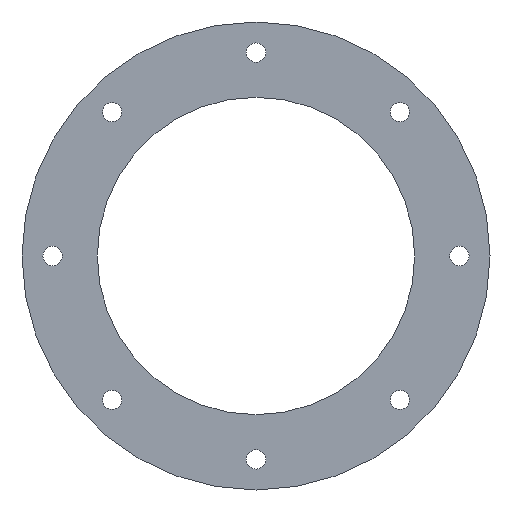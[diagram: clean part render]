
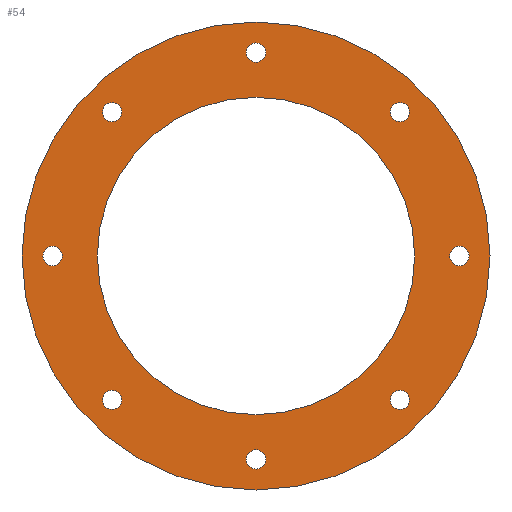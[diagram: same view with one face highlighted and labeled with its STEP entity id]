
A CAD part, left-side view. The second image highlights one B-rep face of the part: STEP entity #54.
In plain terms, the highlighted planar face has unit normal (-1, 0, 0).
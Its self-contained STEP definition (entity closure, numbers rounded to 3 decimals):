
#54 = ADVANCED_FACE( '', ( #117, #118, #119, #120, #121, #122, #123, #124, #125, #126 ), #127, .T. );
#117 = FACE_BOUND( '', #204, .T. );
#118 = FACE_BOUND( '', #205, .T. );
#119 = FACE_BOUND( '', #206, .T. );
#120 = FACE_BOUND( '', #207, .T. );
#121 = FACE_BOUND( '', #208, .T. );
#122 = FACE_BOUND( '', #209, .T. );
#123 = FACE_BOUND( '', #210, .T. );
#124 = FACE_BOUND( '', #211, .T. );
#125 = FACE_BOUND( '', #212, .T. );
#126 = FACE_OUTER_BOUND( '', #213, .T. );
#127 = PLANE( '', #214 );
#204 = EDGE_LOOP( '', ( #299 ) );
#205 = EDGE_LOOP( '', ( #300 ) );
#206 = EDGE_LOOP( '', ( #301 ) );
#207 = EDGE_LOOP( '', ( #302 ) );
#208 = EDGE_LOOP( '', ( #303 ) );
#209 = EDGE_LOOP( '', ( #304 ) );
#210 = EDGE_LOOP( '', ( #305 ) );
#211 = EDGE_LOOP( '', ( #306 ) );
#212 = EDGE_LOOP( '', ( #307 ) );
#213 = EDGE_LOOP( '', ( #308 ) );
#214 = AXIS2_PLACEMENT_3D( '', #309, #310, #311 );
#299 = ORIENTED_EDGE( '', *, *, #379, .T. );
#300 = ORIENTED_EDGE( '', *, *, #373, .T. );
#301 = ORIENTED_EDGE( '', *, *, #390, .T. );
#302 = ORIENTED_EDGE( '', *, *, #391, .T. );
#303 = ORIENTED_EDGE( '', *, *, #370, .T. );
#304 = ORIENTED_EDGE( '', *, *, #376, .T. );
#305 = ORIENTED_EDGE( '', *, *, #382, .T. );
#306 = ORIENTED_EDGE( '', *, *, #392, .T. );
#307 = ORIENTED_EDGE( '', *, *, #393, .T. );
#308 = ORIENTED_EDGE( '', *, *, #394, .F. );
#309 = CARTESIAN_POINT( '', ( 0., 115., 0. ) );
#310 = DIRECTION( '', ( -1., 0., 0. ) );
#311 = DIRECTION( '', ( 0., 0., 1. ) );
#370 = EDGE_CURVE( '', #411, #411, #412, .T. );
#373 = EDGE_CURVE( '', #416, #416, #417, .T. );
#376 = EDGE_CURVE( '', #421, #421, #422, .T. );
#379 = EDGE_CURVE( '', #426, #426, #427, .T. );
#382 = EDGE_CURVE( '', #431, #431, #432, .T. );
#390 = EDGE_CURVE( '', #444, #444, #445, .T. );
#391 = EDGE_CURVE( '', #446, #446, #447, .T. );
#392 = EDGE_CURVE( '', #448, #448, #449, .T. );
#393 = EDGE_CURVE( '', #450, #450, #451, .T. );
#394 = EDGE_CURVE( '', #452, #452, #453, .T. );
#411 = VERTEX_POINT( '', #475 );
#412 = CIRCLE( '', #476, 4.75 );
#416 = VERTEX_POINT( '', #480 );
#417 = CIRCLE( '', #481, 4.75 );
#421 = VERTEX_POINT( '', #485 );
#422 = CIRCLE( '', #486, 4.75 );
#426 = VERTEX_POINT( '', #490 );
#427 = CIRCLE( '', #491, 78. );
#431 = VERTEX_POINT( '', #495 );
#432 = CIRCLE( '', #496, 4.75 );
#444 = VERTEX_POINT( '', #508 );
#445 = CIRCLE( '', #509, 4.75 );
#446 = VERTEX_POINT( '', #510 );
#447 = CIRCLE( '', #511, 4.75 );
#448 = VERTEX_POINT( '', #512 );
#449 = CIRCLE( '', #513, 4.75 );
#450 = VERTEX_POINT( '', #514 );
#451 = CIRCLE( '', #515, 4.75 );
#452 = VERTEX_POINT( '', #516 );
#453 = CIRCLE( '', #517, 115. );
#475 = CARTESIAN_POINT( '', ( 0., -100., -4.75 ) );
#476 = AXIS2_PLACEMENT_3D( '', #539, #540, #541 );
#480 = CARTESIAN_POINT( '', ( 0., 100., -4.75 ) );
#481 = AXIS2_PLACEMENT_3D( '', #545, #546, #547 );
#485 = CARTESIAN_POINT( '', ( 0., -70.711, 65.961 ) );
#486 = AXIS2_PLACEMENT_3D( '', #551, #552, #553 );
#490 = CARTESIAN_POINT( '', ( 0., 0., -78. ) );
#491 = AXIS2_PLACEMENT_3D( '', #557, #558, #559 );
#495 = CARTESIAN_POINT( '', ( 0., 0., 95.25 ) );
#496 = AXIS2_PLACEMENT_3D( '', #563, #564, #565 );
#508 = CARTESIAN_POINT( '', ( 0., 0., -104.75 ) );
#509 = AXIS2_PLACEMENT_3D( '', #578, #579, #580 );
#510 = CARTESIAN_POINT( '', ( 0., -70.711, -75.461 ) );
#511 = AXIS2_PLACEMENT_3D( '', #581, #582, #583 );
#512 = CARTESIAN_POINT( '', ( 0., 70.711, 65.961 ) );
#513 = AXIS2_PLACEMENT_3D( '', #584, #585, #586 );
#514 = CARTESIAN_POINT( '', ( 0., 70.711, -75.461 ) );
#515 = AXIS2_PLACEMENT_3D( '', #587, #588, #589 );
#516 = CARTESIAN_POINT( '', ( 0., 0., -115. ) );
#517 = AXIS2_PLACEMENT_3D( '', #590, #591, #592 );
#539 = CARTESIAN_POINT( '', ( 0., -100., 0. ) );
#540 = DIRECTION( '', ( 1., 0., 0. ) );
#541 = DIRECTION( '', ( 0., 0., -1. ) );
#545 = CARTESIAN_POINT( '', ( 0., 100., 0. ) );
#546 = DIRECTION( '', ( 1., 0., 0. ) );
#547 = DIRECTION( '', ( 0., 0., -1. ) );
#551 = CARTESIAN_POINT( '', ( 0., -70.711, 70.711 ) );
#552 = DIRECTION( '', ( 1., 0., 0. ) );
#553 = DIRECTION( '', ( 0., 0., -1. ) );
#557 = CARTESIAN_POINT( '', ( 0., 0., 0. ) );
#558 = DIRECTION( '', ( 1., 0., 0. ) );
#559 = DIRECTION( '', ( 0., 0., -1. ) );
#563 = CARTESIAN_POINT( '', ( 0., 0., 100. ) );
#564 = DIRECTION( '', ( 1., 0., 0. ) );
#565 = DIRECTION( '', ( 0., 0., -1. ) );
#578 = CARTESIAN_POINT( '', ( 0., 0., -100. ) );
#579 = DIRECTION( '', ( 1., 0., 0. ) );
#580 = DIRECTION( '', ( 0., 0., -1. ) );
#581 = CARTESIAN_POINT( '', ( 0., -70.711, -70.711 ) );
#582 = DIRECTION( '', ( 1., 0., 0. ) );
#583 = DIRECTION( '', ( 0., 0., -1. ) );
#584 = CARTESIAN_POINT( '', ( 0., 70.711, 70.711 ) );
#585 = DIRECTION( '', ( 1., 0., 0. ) );
#586 = DIRECTION( '', ( 0., 0., -1. ) );
#587 = CARTESIAN_POINT( '', ( 0., 70.711, -70.711 ) );
#588 = DIRECTION( '', ( 1., 0., 0. ) );
#589 = DIRECTION( '', ( 0., 0., -1. ) );
#590 = CARTESIAN_POINT( '', ( 0., 0., 0. ) );
#591 = DIRECTION( '', ( 1., 0., 0. ) );
#592 = DIRECTION( '', ( 0., 0., -1. ) );
